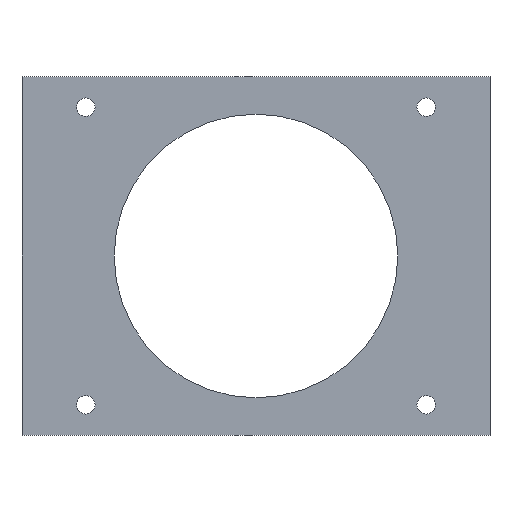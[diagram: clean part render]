
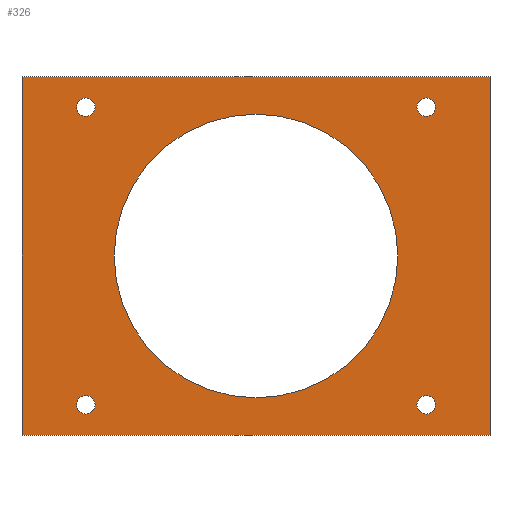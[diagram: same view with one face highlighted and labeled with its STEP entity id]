
A CAD part, front view. The second image highlights one B-rep face of the part: STEP entity #326.
In plain terms, the highlighted planar face has unit normal (0, -1, 0).
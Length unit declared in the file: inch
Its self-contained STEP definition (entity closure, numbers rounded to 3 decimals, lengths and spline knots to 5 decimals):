
#1=DIRECTION('',(1.,0.,0.));
#2=VECTOR('',#1,3.3);
#3=CARTESIAN_POINT('',(-1.65,0.,1.2625));
#4=LINE('',#3,#2);
#5=DIRECTION('',(0.,0.,-1.));
#6=VECTOR('',#5,2.525);
#7=CARTESIAN_POINT('',(1.65,0.,1.2625));
#8=LINE('',#7,#6);
#9=DIRECTION('',(-1.,0.,0.));
#10=VECTOR('',#9,3.3);
#11=CARTESIAN_POINT('',(1.65,0.,-1.2625));
#12=LINE('',#11,#10);
#13=DIRECTION('',(0.,0.,1.));
#14=VECTOR('',#13,2.525);
#15=CARTESIAN_POINT('',(-1.65,0.,-1.2625));
#16=LINE('',#15,#14);
#17=CARTESIAN_POINT('',(0.,0.,0.));
#18=DIRECTION('',(0.,1.,0.));
#19=DIRECTION('',(1.,0.,0.));
#20=AXIS2_PLACEMENT_3D('',#17,#18,#19);
#22=CARTESIAN_POINT('',(0.,0.,0.));
#23=DIRECTION('',(0.,1.,0.));
#24=DIRECTION('',(-1.,0.,0.));
#25=AXIS2_PLACEMENT_3D('',#22,#23,#24);
#27=CARTESIAN_POINT('',(-1.2,0.,-1.05));
#28=DIRECTION('',(0.,1.,0.));
#29=DIRECTION('',(1.,0.,0.));
#30=AXIS2_PLACEMENT_3D('',#27,#28,#29);
#32=CARTESIAN_POINT('',(-1.2,0.,-1.05));
#33=DIRECTION('',(0.,1.,0.));
#34=DIRECTION('',(-1.,0.,0.));
#35=AXIS2_PLACEMENT_3D('',#32,#33,#34);
#37=CARTESIAN_POINT('',(1.2,0.,-1.05));
#38=DIRECTION('',(0.,1.,0.));
#39=DIRECTION('',(1.,0.,0.));
#40=AXIS2_PLACEMENT_3D('',#37,#38,#39);
#42=CARTESIAN_POINT('',(1.2,0.,-1.05));
#43=DIRECTION('',(0.,1.,0.));
#44=DIRECTION('',(-1.,0.,0.));
#45=AXIS2_PLACEMENT_3D('',#42,#43,#44);
#47=CARTESIAN_POINT('',(1.2,0.,1.05));
#48=DIRECTION('',(0.,1.,0.));
#49=DIRECTION('',(1.,0.,0.));
#50=AXIS2_PLACEMENT_3D('',#47,#48,#49);
#52=CARTESIAN_POINT('',(1.2,0.,1.05));
#53=DIRECTION('',(0.,1.,0.));
#54=DIRECTION('',(-1.,0.,0.));
#55=AXIS2_PLACEMENT_3D('',#52,#53,#54);
#57=CARTESIAN_POINT('',(-1.2,0.,1.05));
#58=DIRECTION('',(0.,1.,0.));
#59=DIRECTION('',(1.,0.,0.));
#60=AXIS2_PLACEMENT_3D('',#57,#58,#59);
#62=CARTESIAN_POINT('',(-1.2,0.,1.05));
#63=DIRECTION('',(0.,1.,0.));
#64=DIRECTION('',(-1.,0.,0.));
#65=AXIS2_PLACEMENT_3D('',#62,#63,#64);
#217=CARTESIAN_POINT('',(-1.65,0.,1.2625));
#218=CARTESIAN_POINT('',(1.65,0.,1.2625));
#219=VERTEX_POINT('',#217);
#220=VERTEX_POINT('',#218);
#221=CARTESIAN_POINT('',(1.65,0.,-1.2625));
#222=VERTEX_POINT('',#221);
#223=CARTESIAN_POINT('',(-1.65,0.,-1.2625));
#224=VERTEX_POINT('',#223);
#241=CARTESIAN_POINT('',(1.,0.,0.));
#242=CARTESIAN_POINT('',(-1.,0.,0.));
#243=VERTEX_POINT('',#241);
#244=VERTEX_POINT('',#242);
#249=CARTESIAN_POINT('',(-1.135,0.,-1.05));
#250=CARTESIAN_POINT('',(-1.265,0.,-1.05));
#251=VERTEX_POINT('',#249);
#252=VERTEX_POINT('',#250);
#253=CARTESIAN_POINT('',(1.265,0.,-1.05));
#254=CARTESIAN_POINT('',(1.135,0.,-1.05));
#255=VERTEX_POINT('',#253);
#256=VERTEX_POINT('',#254);
#257=CARTESIAN_POINT('',(1.265,0.,1.05));
#258=CARTESIAN_POINT('',(1.135,0.,1.05));
#259=VERTEX_POINT('',#257);
#260=VERTEX_POINT('',#258);
#261=CARTESIAN_POINT('',(-1.135,0.,1.05));
#262=CARTESIAN_POINT('',(-1.265,0.,1.05));
#263=VERTEX_POINT('',#261);
#264=VERTEX_POINT('',#262);
#281=CARTESIAN_POINT('',(0.,0.,0.));
#282=DIRECTION('',(0.,1.,0.));
#283=DIRECTION('',(1.,0.,0.));
#284=AXIS2_PLACEMENT_3D('',#281,#282,#283);
#285=PLANE('',#284);
#287=ORIENTED_EDGE('',*,*,#286,.T.);
#289=ORIENTED_EDGE('',*,*,#288,.T.);
#291=ORIENTED_EDGE('',*,*,#290,.T.);
#293=ORIENTED_EDGE('',*,*,#292,.T.);
#294=EDGE_LOOP('',(#287,#289,#291,#293));
#295=FACE_OUTER_BOUND('',#294,.F.);
#297=ORIENTED_EDGE('',*,*,#296,.F.);
#299=ORIENTED_EDGE('',*,*,#298,.F.);
#300=EDGE_LOOP('',(#297,#299));
#301=FACE_BOUND('',#300,.F.);
#303=ORIENTED_EDGE('',*,*,#302,.F.);
#305=ORIENTED_EDGE('',*,*,#304,.F.);
#306=EDGE_LOOP('',(#303,#305));
#307=FACE_BOUND('',#306,.F.);
#309=ORIENTED_EDGE('',*,*,#308,.F.);
#311=ORIENTED_EDGE('',*,*,#310,.F.);
#312=EDGE_LOOP('',(#309,#311));
#313=FACE_BOUND('',#312,.F.);
#315=ORIENTED_EDGE('',*,*,#314,.F.);
#317=ORIENTED_EDGE('',*,*,#316,.F.);
#318=EDGE_LOOP('',(#315,#317));
#319=FACE_BOUND('',#318,.F.);
#321=ORIENTED_EDGE('',*,*,#320,.F.);
#323=ORIENTED_EDGE('',*,*,#322,.F.);
#324=EDGE_LOOP('',(#321,#323));
#325=FACE_BOUND('',#324,.F.);
#326=ADVANCED_FACE('',(#295,#301,#307,#313,#319,#325),#285,.F.);
#21=CIRCLE('',#20,1.);
#26=CIRCLE('',#25,1.);
#31=CIRCLE('',#30,0.065);
#36=CIRCLE('',#35,0.065);
#41=CIRCLE('',#40,0.065);
#46=CIRCLE('',#45,0.065);
#51=CIRCLE('',#50,0.065);
#56=CIRCLE('',#55,0.065);
#61=CIRCLE('',#60,0.065);
#66=CIRCLE('',#65,0.065);
#286=EDGE_CURVE('',#219,#220,#4,.T.);
#288=EDGE_CURVE('',#220,#222,#8,.T.);
#290=EDGE_CURVE('',#222,#224,#12,.T.);
#292=EDGE_CURVE('',#224,#219,#16,.T.);
#296=EDGE_CURVE('',#243,#244,#21,.T.);
#298=EDGE_CURVE('',#244,#243,#26,.T.);
#302=EDGE_CURVE('',#251,#252,#31,.T.);
#304=EDGE_CURVE('',#252,#251,#36,.T.);
#308=EDGE_CURVE('',#255,#256,#41,.T.);
#310=EDGE_CURVE('',#256,#255,#46,.T.);
#314=EDGE_CURVE('',#259,#260,#51,.T.);
#316=EDGE_CURVE('',#260,#259,#56,.T.);
#320=EDGE_CURVE('',#263,#264,#61,.T.);
#322=EDGE_CURVE('',#264,#263,#66,.T.);
